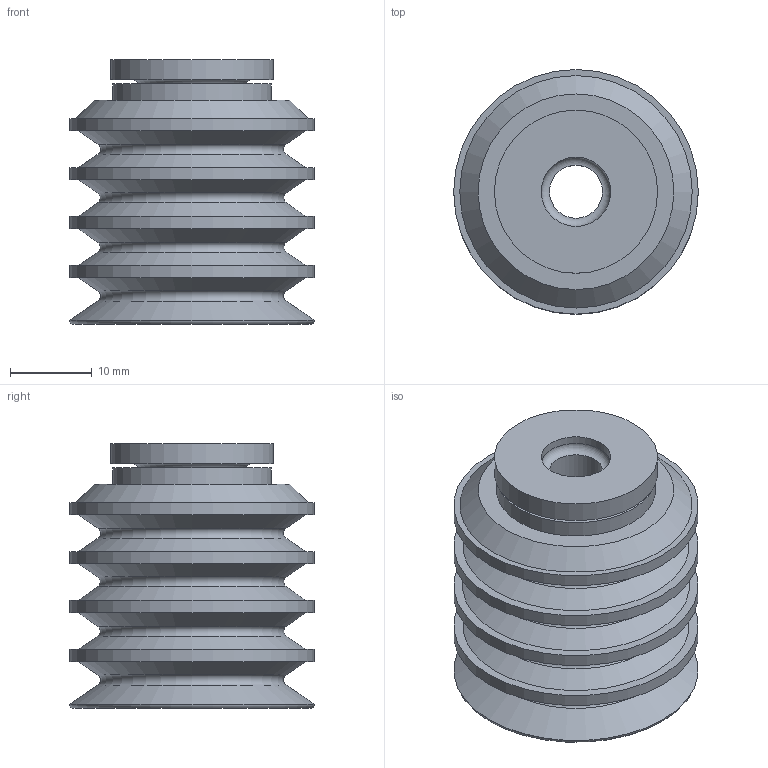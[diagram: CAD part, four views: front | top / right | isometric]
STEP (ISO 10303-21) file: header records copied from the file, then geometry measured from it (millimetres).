
FILE_DESCRIPTION( ( 'Unknown' ), '1' );
FILE_NAME( 'PIAB_ISM_0101117.stp', 'Unknown', ( 'MaK' ), ( 'FALUTEKNIK AB' ), 'XStep 1.0', 'Solid Edge V15', ' ' );
FILE_SCHEMA( ( 'CONFIG_CONTROL_DESIGN' ) );
Length unit declared in the file: millimetre
Products named in the file (1): PIAB_ISM_0101085
Bounding box: 30 x 30 x 32.5 mm (x, y, z)
Volume: 4951.8 mm3; surface area: 8528.6 mm2
Topology: 1 solids, 1 shells, 59 faces, 111 edges, 66 vertices
Faces by surface type: cone 18, torus 16, plane 14, cylinder 11
Full cylindrical faces by diameter (mm): 6.5 x1, 8.5 x1, 10 x1, 13 x1, 13.5 x1, 19.5 x1, 20 x1, 30 x4
Entity records: 1233 total; most frequent: DIRECTION 238, CARTESIAN_POINT 178, AXIS2_PLACEMENT_3D 119, EDGE_LOOP 118, ORIENTED_EDGE 118, FACE_OUTER_BOUND 86, ADVANCED_FACE 59, EDGE_CURVE 59
